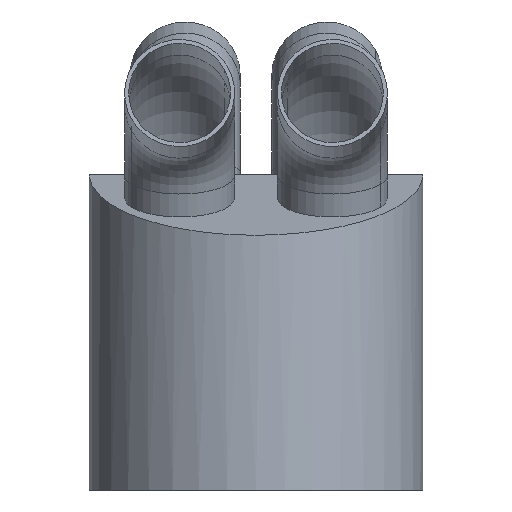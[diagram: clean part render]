
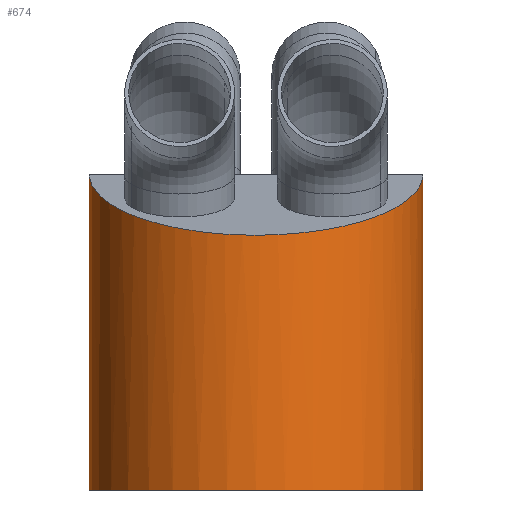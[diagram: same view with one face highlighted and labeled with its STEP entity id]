
A CAD part, front view. The second image highlights one B-rep face of the part: STEP entity #674.
In plain terms, the highlighted cylindrical face has radius 41 mm (diameter 82 mm), a partial arc.
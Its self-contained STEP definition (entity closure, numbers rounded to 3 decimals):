
#465=CARTESIAN_POINT('Vertex',(40.999,-0.342,77.374)) ;
#467=CARTESIAN_POINT('Vertex',(-40.999,-0.342,77.374)) ;
#471=CARTESIAN_POINT('Control Point',(-40.999,-0.342,77.374)) ;
#472=CARTESIAN_POINT('Control Point',(-40.971,-3.675,76.161)) ;
#473=CARTESIAN_POINT('Control Point',(-40.604,-7.004,74.949)) ;
#474=CARTESIAN_POINT('Control Point',(-39.9,-10.292,73.752)) ;
#475=CARTESIAN_POINT('Control Point',(-37.977,-16.223,71.594)) ;
#476=CARTESIAN_POINT('Control Point',(-34.952,-21.723,69.592)) ;
#477=CARTESIAN_POINT('Control Point',(-33.334,-24.135,68.714)) ;
#478=CARTESIAN_POINT('Control Point',(-29.741,-28.584,67.094)) ;
#479=CARTESIAN_POINT('Control Point',(-25.386,-32.382,65.712)) ;
#480=CARTESIAN_POINT('Control Point',(-23.083,-34.064,65.1)) ;
#481=CARTESIAN_POINT('Control Point',(-18.267,-36.976,64.04)) ;
#482=CARTESIAN_POINT('Control Point',(-12.98,-39.041,63.288)) ;
#483=CARTESIAN_POINT('Control Point',(-10.292,-39.835,62.999)) ;
#484=CARTESIAN_POINT('Control Point',(-4.828,-40.952,62.593)) ;
#485=CARTESIAN_POINT('Control Point',(0.76,-41.134,62.527)) ;
#486=CARTESIAN_POINT('Control Point',(3.537,-40.988,62.58)) ;
#487=CARTESIAN_POINT('Control Point',(9.269,-40.198,62.867)) ;
#488=CARTESIAN_POINT('Control Point',(14.753,-38.429,63.511)) ;
#489=CARTESIAN_POINT('Control Point',(17.505,-37.254,63.939)) ;
#490=CARTESIAN_POINT('Control Point',(22.285,-34.679,64.876)) ;
#491=CARTESIAN_POINT('Control Point',(26.536,-31.395,66.071)) ;
#492=CARTESIAN_POINT('Control Point',(28.337,-29.778,66.66)) ;
#493=CARTESIAN_POINT('Control Point',(32.172,-25.789,68.112)) ;
#494=CARTESIAN_POINT('Control Point',(35.264,-21.255,69.762)) ;
#495=CARTESIAN_POINT('Control Point',(36.756,-18.55,70.747)) ;
#496=CARTESIAN_POINT('Control Point',(39.01,-13.377,72.629)) ;
#497=CARTESIAN_POINT('Control Point',(40.346,-7.936,74.61)) ;
#498=CARTESIAN_POINT('Control Point',(40.76,-5.418,75.526)) ;
#499=CARTESIAN_POINT('Control Point',(40.977,-2.881,76.45)) ;
#500=CARTESIAN_POINT('Control Point',(40.999,-0.342,77.374)) ;
#626=CARTESIAN_POINT('Axis2P3D Location',(0.,0.,50.)) ;
#632=CARTESIAN_POINT('Control Point',(40.999,-0.342,77.374)) ;
#633=CARTESIAN_POINT('Control Point',(41.,-0.228,77.06)) ;
#634=CARTESIAN_POINT('Control Point',(41.,-0.114,76.747)) ;
#635=CARTESIAN_POINT('Control Point',(41.,0.,76.434)) ;
#636=CARTESIAN_POINT('Vertex',(41.,0.,76.434)) ;
#640=CARTESIAN_POINT('Control Point',(-40.999,-0.342,77.374)) ;
#641=CARTESIAN_POINT('Control Point',(-41.,-0.228,77.06)) ;
#642=CARTESIAN_POINT('Control Point',(-41.,-0.114,76.747)) ;
#643=CARTESIAN_POINT('Control Point',(-41.,0.,76.434)) ;
#644=CARTESIAN_POINT('Vertex',(-41.,0.,76.434)) ;
#647=CARTESIAN_POINT('Line Origine',(-41.,0.,50.)) ;
#651=CARTESIAN_POINT('Vertex',(-41.,0.,0.)) ;
#654=CARTESIAN_POINT('Axis2P3D Location',(0.,0.,0.)) ;
#658=CARTESIAN_POINT('Vertex',(41.,0.,0.)) ;
#661=CARTESIAN_POINT('Line Origine',(41.,0.,50.)) ;
#627=DIRECTION('Axis2P3D Direction',(0.,0.,1.)) ;
#628=DIRECTION('Axis2P3D XDirection',(1.,0.,0.)) ;
#648=DIRECTION('Vector Direction',(0.,0.,1.)) ;
#655=DIRECTION('Axis2P3D Direction',(0.,0.,1.)) ;
#662=DIRECTION('Vector Direction',(0.,0.,1.)) ;
#629=AXIS2_PLACEMENT_3D('Cylinder Axis2P3D',#626,#627,#628) ;
#656=AXIS2_PLACEMENT_3D('Circle Axis2P3D',#654,#655,$) ;
#667=ORIENTED_EDGE('',*,*,#638,.F.) ;
#668=ORIENTED_EDGE('',*,*,#501,.F.) ;
#669=ORIENTED_EDGE('',*,*,#646,.T.) ;
#670=ORIENTED_EDGE('',*,*,#653,.F.) ;
#671=ORIENTED_EDGE('',*,*,#660,.T.) ;
#672=ORIENTED_EDGE('',*,*,#665,.T.) ;
#649=VECTOR('Line Direction',#648,1.) ;
#663=VECTOR('Line Direction',#662,1.) ;
#674=ADVANCED_FACE('PartBody',(#673),#630,.T.) ;
#470=B_SPLINE_CURVE_WITH_KNOTS('',5,(#471,#472,#473,#474,#475,#476,#477,#478,#479,#480,#481,#482,#483,#484,#485,#486,#487,#488,#489,#490,#491,#492,#493,#494,#495,#496,#497,#498,#499,#500),.UNSPECIFIED.,.F.,.U.,(6,3,3,3,3,3,3,3,3,6),(0.,25.077,46.428,66.94,86.759,106.319,127.565,145.116,167.914,187.018),.UNSPECIFIED.) ;
#631=B_SPLINE_CURVE_WITH_KNOTS('',3,(#632,#633,#634,#635),.UNSPECIFIED.,.F.,.U.,(4,4),(0.,1.414),.UNSPECIFIED.) ;
#639=B_SPLINE_CURVE_WITH_KNOTS('',3,(#640,#641,#642,#643),.UNSPECIFIED.,.F.,.U.,(4,4),(0.,1.414),.UNSPECIFIED.) ;
#657=CIRCLE('generated circle',#656,41.) ;
#630=CYLINDRICAL_SURFACE('generated cylinder',#629,41.) ;
#501=EDGE_CURVE('',#468,#466,#470,.T.) ;
#638=EDGE_CURVE('',#466,#637,#631,.T.) ;
#646=EDGE_CURVE('',#468,#645,#639,.T.) ;
#653=EDGE_CURVE('',#652,#645,#650,.T.) ;
#660=EDGE_CURVE('',#652,#659,#657,.T.) ;
#665=EDGE_CURVE('',#659,#637,#664,.T.) ;
#666=EDGE_LOOP('',(#667,#668,#669,#670,#671,#672)) ;
#673=FACE_OUTER_BOUND('',#666,.T.) ;
#650=LINE('Line',#647,#649) ;
#664=LINE('Line',#661,#663) ;
#466=VERTEX_POINT('',#465) ;
#468=VERTEX_POINT('',#467) ;
#637=VERTEX_POINT('',#636) ;
#645=VERTEX_POINT('',#644) ;
#652=VERTEX_POINT('',#651) ;
#659=VERTEX_POINT('',#658) ;
